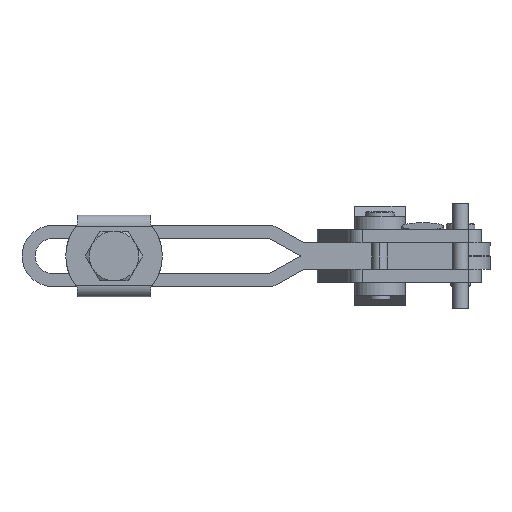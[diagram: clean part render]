
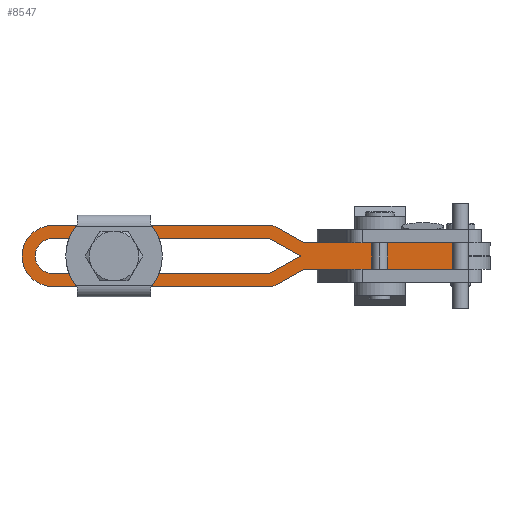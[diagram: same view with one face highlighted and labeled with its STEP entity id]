
A CAD part, front view. The second image highlights one B-rep face of the part: STEP entity #8547.
In plain terms, the highlighted planar face has unit normal (0, -1, 0).
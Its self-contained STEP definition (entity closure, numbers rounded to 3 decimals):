
#35 = EDGE_CURVE ( 'NONE', #1287, #9982, #7076, .T. ) ;
#122 = CIRCLE ( 'NONE', #933, 6.7 ) ;
#158 = DIRECTION ( 'NONE',  ( 0., -1., 0. ) ) ;
#196 = LINE ( 'NONE', #11301, #10005 ) ;
#345 = VECTOR ( 'NONE', #2127, 1000. ) ;
#406 = CARTESIAN_POINT ( 'NONE',  ( -79.959, 47.8, 6.7 ) ) ;
#421 = CARTESIAN_POINT ( 'NONE',  ( -81.26, 47.8, 1.7 ) ) ;
#424 = VERTEX_POINT ( 'NONE', #9563 ) ;
#469 = DIRECTION ( 'NONE',  ( 0., -1., 0. ) ) ;
#475 = FACE_OUTER_BOUND ( 'NONE', #664, .T. ) ;
#663 = CARTESIAN_POINT ( 'NONE',  ( -81.26, 47.8, -11.7 ) ) ;
#664 = EDGE_LOOP ( 'NONE', ( #8109, #8150, #1059, #11552, #1874, #7319, #11339, #3059, #5361, #4131, #9322, #12053, #6436, #3358, #4309, #7963, #9517, #8509 ) ) ;
#744 = VECTOR ( 'NONE', #1120, 1000. ) ;
#902 = VECTOR ( 'NONE', #6711, 1000. ) ;
#907 = CARTESIAN_POINT ( 'NONE',  ( -81.26, 47.8, -11.7 ) ) ;
#933 = AXIS2_PLACEMENT_3D ( 'NONE', #5052, #11641, #5982 ) ;
#967 = LINE ( 'NONE', #406, #10472 ) ;
#1023 = LINE ( 'NONE', #11504, #744 ) ;
#1059 = ORIENTED_EDGE ( 'NONE', *, *, #2722, .T. ) ;
#1074 = CARTESIAN_POINT ( 'NONE',  ( -164.5, 47.8, -5. ) ) ;
#1075 = EDGE_CURVE ( 'NONE', #1584, #10724, #1530, .T. ) ;
#1120 = DIRECTION ( 'NONE',  ( 1., 0., 0. ) ) ;
#1287 = VERTEX_POINT ( 'NONE', #4816 ) ;
#1412 = LINE ( 'NONE', #663, #6167 ) ;
#1495 = VERTEX_POINT ( 'NONE', #3812 ) ;
#1530 = LINE ( 'NONE', #9856, #7918 ) ;
#1584 = VERTEX_POINT ( 'NONE', #8737 ) ;
#1608 = DIRECTION ( 'NONE',  ( -1., 0., 0. ) ) ;
#1874 = ORIENTED_EDGE ( 'NONE', *, *, #10683, .T. ) ;
#1910 = DIRECTION ( 'NONE',  ( 0., -1., 0. ) ) ;
#1929 = LINE ( 'NONE', #4949, #9195 ) ;
#2089 = CARTESIAN_POINT ( 'NONE',  ( -67.959, 47.8, -10. ) ) ;
#2127 = DIRECTION ( 'NONE',  ( 1., 0., 0. ) ) ;
#2250 = VECTOR ( 'NONE', #9916, 1000. ) ;
#2336 = VERTEX_POINT ( 'NONE', #7246 ) ;
#2436 = CIRCLE ( 'NONE', #3167, 11.7 ) ;
#2554 = CARTESIAN_POINT ( 'NONE',  ( -164.5, 47.8, 1.7 ) ) ;
#2644 = DIRECTION ( 'NONE',  ( -1., 0., 0. ) ) ;
#2722 = EDGE_CURVE ( 'NONE', #7686, #6071, #8302, .T. ) ;
#2748 = EDGE_CURVE ( 'NONE', #2336, #1287, #1023, .T. ) ;
#2810 = EDGE_CURVE ( 'NONE', #8567, #1495, #122, .T. ) ;
#2827 = CARTESIAN_POINT ( 'NONE',  ( -69.26, 47.8, -5. ) ) ;
#2878 = CARTESIAN_POINT ( 'NONE',  ( -164.5, 47.8, -11.7 ) ) ;
#3020 = CARTESIAN_POINT ( 'NONE',  ( -171.2, 47.8, -5. ) ) ;
#3049 = VECTOR ( 'NONE', #6880, 1000. ) ;
#3059 = ORIENTED_EDGE ( 'NONE', *, *, #8788, .T. ) ;
#3167 = AXIS2_PLACEMENT_3D ( 'NONE', #7587, #1910, #8537 ) ;
#3298 = DIRECTION ( 'NONE',  ( 0.873, 0., -0.487 ) ) ;
#3358 = ORIENTED_EDGE ( 'NONE', *, *, #6990, .F. ) ;
#3612 = CARTESIAN_POINT ( 'NONE',  ( -81.308, 47.8, -5. ) ) ;
#3619 = EDGE_CURVE ( 'NONE', #4578, #12271, #11518, .T. ) ;
#3812 = CARTESIAN_POINT ( 'NONE',  ( -164.5, 47.8, -11.7 ) ) ;
#3943 = DIRECTION ( 'NONE',  ( 1., 0., 0. ) ) ;
#4131 = ORIENTED_EDGE ( 'NONE', *, *, #7364, .T. ) ;
#4247 = CARTESIAN_POINT ( 'NONE',  ( -8., 47.8, -15.8 ) ) ;
#4309 = ORIENTED_EDGE ( 'NONE', *, *, #2748, .T. ) ;
#4315 = CARTESIAN_POINT ( 'NONE',  ( -79.959, 47.8, -16.7 ) ) ;
#4419 = VECTOR ( 'NONE', #5287, 1000. ) ;
#4435 = CARTESIAN_POINT ( 'NONE',  ( -164.5, 47.8, -16.7 ) ) ;
#4560 = VECTOR ( 'NONE', #5747, 1000. ) ;
#4578 = VERTEX_POINT ( 'NONE', #8633 ) ;
#4719 = LINE ( 'NONE', #4315, #4419 ) ;
#4792 = EDGE_CURVE ( 'NONE', #12271, #8567, #10015, .T. ) ;
#4816 = CARTESIAN_POINT ( 'NONE',  ( -8., 47.8, -5. ) ) ;
#4949 = CARTESIAN_POINT ( 'NONE',  ( -67.959, 47.8, 0. ) ) ;
#5052 = CARTESIAN_POINT ( 'NONE',  ( -164.5, 47.8, -5. ) ) ;
#5063 = EDGE_CURVE ( 'NONE', #6071, #8768, #196, .T. ) ;
#5084 = EDGE_CURVE ( 'NONE', #5955, #7686, #2436, .T. ) ;
#5287 = DIRECTION ( 'NONE',  ( 0.873, 0., 0.487 ) ) ;
#5361 = ORIENTED_EDGE ( 'NONE', *, *, #11319, .T. ) ;
#5747 = DIRECTION ( 'NONE',  ( 0., 0., 1. ) ) ;
#5848 = CARTESIAN_POINT ( 'NONE',  ( -164.49, 47.8, -5. ) ) ;
#5907 = VECTOR ( 'NONE', #1608, 1000. ) ;
#5955 = VERTEX_POINT ( 'NONE', #11836 ) ;
#5982 = DIRECTION ( 'NONE',  ( 1., 0., 0. ) ) ;
#6071 = VERTEX_POINT ( 'NONE', #4435 ) ;
#6151 = CARTESIAN_POINT ( 'NONE',  ( -164.5, 47.8, -5. ) ) ;
#6167 = VECTOR ( 'NONE', #8275, 1000. ) ;
#6436 = ORIENTED_EDGE ( 'NONE', *, *, #3619, .F. ) ;
#6711 = DIRECTION ( 'NONE',  ( -1., 0., 0. ) ) ;
#6814 = DIRECTION ( 'NONE',  ( 1., 0., 0. ) ) ;
#6880 = DIRECTION ( 'NONE',  ( 1., 0., 0. ) ) ;
#6990 = EDGE_CURVE ( 'NONE', #2336, #4578, #7295, .T. ) ;
#7076 = LINE ( 'NONE', #4247, #4560 ) ;
#7109 = DIRECTION ( 'NONE',  ( 1., 0., 0. ) ) ;
#7214 = CARTESIAN_POINT ( 'NONE',  ( -8., 47.8, -5. ) ) ;
#7246 = CARTESIAN_POINT ( 'NONE',  ( -69.26, 47.8, -5. ) ) ;
#7286 = CARTESIAN_POINT ( 'NONE',  ( -176.19, 47.8, -5. ) ) ;
#7295 = LINE ( 'NONE', #421, #2250 ) ;
#7302 = CARTESIAN_POINT ( 'NONE',  ( -79.959, 47.8, -16.7 ) ) ;
#7319 = ORIENTED_EDGE ( 'NONE', *, *, #11055, .T. ) ;
#7364 = EDGE_CURVE ( 'NONE', #8895, #1495, #8765, .T. ) ;
#7456 = AXIS2_PLACEMENT_3D ( 'NONE', #6151, #469, #7109 ) ;
#7587 = CARTESIAN_POINT ( 'NONE',  ( -164.49, 47.8, -5. ) ) ;
#7609 = LINE ( 'NONE', #8762, #345 ) ;
#7686 = VERTEX_POINT ( 'NONE', #7286 ) ;
#7699 = DIRECTION ( 'NONE',  ( 0., 0., 1. ) ) ;
#7711 = PLANE ( 'NONE',  #10444 ) ;
#7918 = VECTOR ( 'NONE', #7699, 1000. ) ;
#7924 = CARTESIAN_POINT ( 'NONE',  ( -67.959, 47.8, -10. ) ) ;
#7963 = ORIENTED_EDGE ( 'NONE', *, *, #35, .T. ) ;
#8051 = EDGE_CURVE ( 'NONE', #5955, #424, #7609, .T. ) ;
#8109 = ORIENTED_EDGE ( 'NONE', *, *, #8051, .F. ) ;
#8150 = ORIENTED_EDGE ( 'NONE', *, *, #5084, .T. ) ;
#8275 = DIRECTION ( 'NONE',  ( -0.873, 0., -0.487 ) ) ;
#8285 = CARTESIAN_POINT ( 'NONE',  ( -67.959, 47.8, 0. ) ) ;
#8302 = CIRCLE ( 'NONE', #10703, 11.7 ) ;
#8383 = CARTESIAN_POINT ( 'NONE',  ( -164.5, 47.8, 1.7 ) ) ;
#8506 = DIRECTION ( 'NONE',  ( 1., 0., 0. ) ) ;
#8509 = ORIENTED_EDGE ( 'NONE', *, *, #11162, .F. ) ;
#8537 = DIRECTION ( 'NONE',  ( 1., 0., 0. ) ) ;
#8547 = ADVANCED_FACE ( 'NONE', ( #475 ), #7711, .F. ) ;
#8567 = VERTEX_POINT ( 'NONE', #3020 ) ;
#8613 = VECTOR ( 'NONE', #2644, 1000. ) ;
#8633 = CARTESIAN_POINT ( 'NONE',  ( -81.26, 47.8, 1.7 ) ) ;
#8737 = CARTESIAN_POINT ( 'NONE',  ( -8., 47.8, -10. ) ) ;
#8762 = CARTESIAN_POINT ( 'NONE',  ( -164.5, 47.8, 6.7 ) ) ;
#8765 = LINE ( 'NONE', #2878, #902 ) ;
#8768 = VERTEX_POINT ( 'NONE', #7302 ) ;
#8788 = EDGE_CURVE ( 'NONE', #10724, #11490, #11122, .T. ) ;
#8797 = CARTESIAN_POINT ( 'NONE',  ( -8., 47.8, 0. ) ) ;
#8895 = VERTEX_POINT ( 'NONE', #907 ) ;
#9027 = EDGE_CURVE ( 'NONE', #10808, #9982, #1929, .T. ) ;
#9111 = VERTEX_POINT ( 'NONE', #7924 ) ;
#9195 = VECTOR ( 'NONE', #11533, 1000. ) ;
#9322 = ORIENTED_EDGE ( 'NONE', *, *, #2810, .F. ) ;
#9517 = ORIENTED_EDGE ( 'NONE', *, *, #9027, .F. ) ;
#9563 = CARTESIAN_POINT ( 'NONE',  ( -79.959, 47.8, 6.7 ) ) ;
#9614 = DIRECTION ( 'NONE',  ( 0., 1., 0. ) ) ;
#9856 = CARTESIAN_POINT ( 'NONE',  ( -8., 47.8, -15.8 ) ) ;
#9916 = DIRECTION ( 'NONE',  ( -0.873, 0., 0.487 ) ) ;
#9982 = VERTEX_POINT ( 'NONE', #8797 ) ;
#10005 = VECTOR ( 'NONE', #8506, 1000. ) ;
#10015 = CIRCLE ( 'NONE', #7456, 6.7 ) ;
#10444 = AXIS2_PLACEMENT_3D ( 'NONE', #1074, #9614, #3943 ) ;
#10472 = VECTOR ( 'NONE', #3298, 1000. ) ;
#10683 = EDGE_CURVE ( 'NONE', #8768, #9111, #4719, .T. ) ;
#10703 = AXIS2_PLACEMENT_3D ( 'NONE', #5848, #158, #6814 ) ;
#10724 = VERTEX_POINT ( 'NONE', #7214 ) ;
#10808 = VERTEX_POINT ( 'NONE', #8285 ) ;
#10895 = LINE ( 'NONE', #2089, #3049 ) ;
#11055 = EDGE_CURVE ( 'NONE', #9111, #1584, #10895, .T. ) ;
#11122 = LINE ( 'NONE', #3612, #8613 ) ;
#11162 = EDGE_CURVE ( 'NONE', #424, #10808, #967, .T. ) ;
#11301 = CARTESIAN_POINT ( 'NONE',  ( -164.5, 47.8, -16.7 ) ) ;
#11319 = EDGE_CURVE ( 'NONE', #11490, #8895, #1412, .T. ) ;
#11339 = ORIENTED_EDGE ( 'NONE', *, *, #1075, .T. ) ;
#11490 = VERTEX_POINT ( 'NONE', #2827 ) ;
#11504 = CARTESIAN_POINT ( 'NONE',  ( -81.308, 47.8, -5. ) ) ;
#11518 = LINE ( 'NONE', #2554, #5907 ) ;
#11533 = DIRECTION ( 'NONE',  ( 1., 0., 0. ) ) ;
#11552 = ORIENTED_EDGE ( 'NONE', *, *, #5063, .T. ) ;
#11641 = DIRECTION ( 'NONE',  ( 0., -1., 0. ) ) ;
#11836 = CARTESIAN_POINT ( 'NONE',  ( -164.5, 47.8, 6.7 ) ) ;
#12053 = ORIENTED_EDGE ( 'NONE', *, *, #4792, .F. ) ;
#12271 = VERTEX_POINT ( 'NONE', #8383 ) ;
